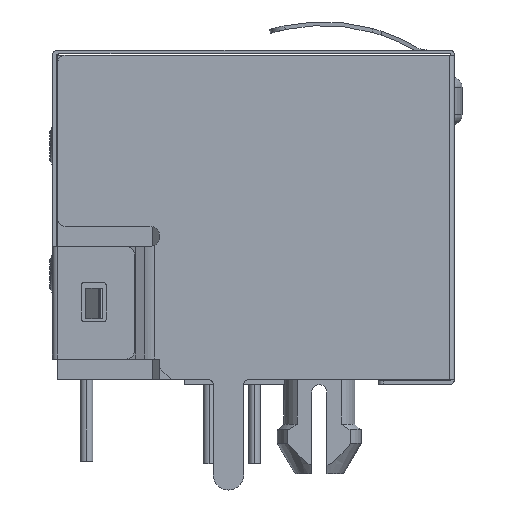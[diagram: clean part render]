
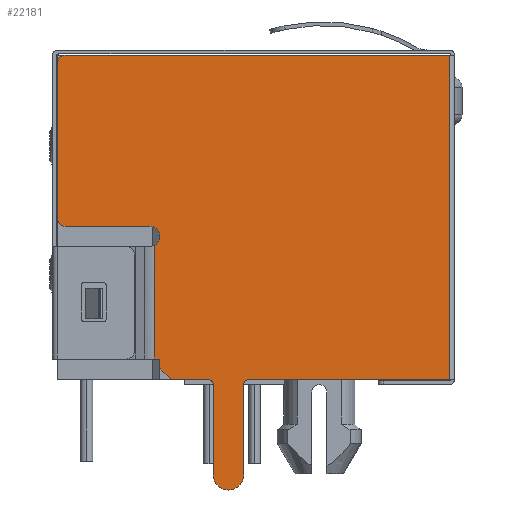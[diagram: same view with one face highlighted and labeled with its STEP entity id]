
A CAD part, left-side view. The second image highlights one B-rep face of the part: STEP entity #22181.
In plain terms, the highlighted planar face has unit normal (-1, 0, 0).
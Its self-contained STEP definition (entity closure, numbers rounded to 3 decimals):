
#15653=CARTESIAN_POINT('',(-8.13,0.985,-3.73));
#15654=DIRECTION('',(-1.,0.,0.));
#15655=DIRECTION('',(0.,1.,0.));
#15656=AXIS2_PLACEMENT_3D('',#15653,#15654,#15655);
#15658=DIRECTION('',(0.,-1.,0.));
#15659=VECTOR('',#15658,1.44);
#15660=CARTESIAN_POINT('',(-8.13,3.225,0.));
#15661=LINE('',#15660,#15659);
#15662=DIRECTION('',(0.,-0.707,-0.707));
#15663=VECTOR('',#15662,0.636);
#15664=CARTESIAN_POINT('',(-8.13,3.675,0.45));
#15665=LINE('',#15664,#15663);
#15666=DIRECTION('',(0.,0.,1.));
#15667=VECTOR('',#15666,0.35);
#15668=CARTESIAN_POINT('',(-8.13,3.675,0.45));
#15669=LINE('',#15668,#15667);
#15670=CARTESIAN_POINT('',(-8.13,7.375,6.3));
#15671=DIRECTION('',(-1.,0.,0.));
#15672=DIRECTION('',(0.,1.,0.));
#15673=AXIS2_PLACEMENT_3D('',#15670,#15671,#15672);
#15675=DIRECTION('',(0.,0.,-1.));
#15676=VECTOR('',#15675,6.1);
#15677=CARTESIAN_POINT('',(-8.13,7.675,12.4));
#15678=LINE('',#15677,#15676);
#15679=CARTESIAN_POINT('',(-8.13,7.375,12.4));
#15680=DIRECTION('',(-1.,0.,0.));
#15681=DIRECTION('',(0.,0.,1.));
#15682=AXIS2_PLACEMENT_3D('',#15679,#15680,#15681);
#15684=DIRECTION('',(0.,1.,0.));
#15685=VECTOR('',#15684,15.05);
#15686=CARTESIAN_POINT('',(-8.13,-7.675,12.7));
#15687=LINE('',#15686,#15685);
#15688=DIRECTION('',(0.,0.,-1.));
#15689=VECTOR('',#15688,12.7);
#15690=CARTESIAN_POINT('',(-8.13,-7.675,12.7));
#15691=LINE('',#15690,#15689);
#15692=DIRECTION('',(0.,-1.,0.));
#15693=VECTOR('',#15692,7.86);
#15694=CARTESIAN_POINT('',(-8.13,0.185,0.));
#15695=LINE('',#15694,#15693);
#15696=DIRECTION('',(0.,0.,-1.));
#15697=VECTOR('',#15696,3.53);
#15698=CARTESIAN_POINT('',(-8.13,0.385,-0.2));
#15699=LINE('',#15698,#15697);
#15748=DIRECTION('',(0.,0.,-1.));
#15749=VECTOR('',#15748,3.53);
#15750=CARTESIAN_POINT('',(-8.13,1.585,-0.2));
#15751=LINE('',#15750,#15749);
#15752=CARTESIAN_POINT('',(-8.13,1.785,-0.2));
#15753=DIRECTION('',(1.,0.,0.));
#15754=DIRECTION('',(0.,0.,1.));
#15755=AXIS2_PLACEMENT_3D('',#15752,#15753,#15754);
#15833=CARTESIAN_POINT('',(-8.13,0.185,-0.2));
#15834=DIRECTION('',(1.,0.,0.));
#15835=DIRECTION('',(0.,1.,0.));
#15836=AXIS2_PLACEMENT_3D('',#15833,#15834,#15835);
#15883=DIRECTION('',(0.,-1.,0.));
#15884=VECTOR('',#15883,3.3);
#15885=CARTESIAN_POINT('',(-8.13,7.375,6.));
#15886=LINE('',#15885,#15884);
#15887=CARTESIAN_POINT('',(-8.13,4.075,5.6));
#15888=DIRECTION('',(1.,0.,0.));
#15889=DIRECTION('',(0.,0.,1.));
#15890=AXIS2_PLACEMENT_3D('',#15887,#15888,#15889);
#15909=DIRECTION('',(0.,0.,-1.));
#15910=VECTOR('',#15909,4.454);
#15911=CARTESIAN_POINT('',(-8.13,3.874,5.254));
#15912=LINE('',#15911,#15910);
#15987=DIRECTION('',(0.,-1.,0.));
#15988=VECTOR('',#15987,0.199);
#15989=CARTESIAN_POINT('',(-8.13,3.874,0.8));
#15990=LINE('',#15989,#15988);
#19528=CARTESIAN_POINT('',(-8.13,-7.675,0.));
#19530=VERTEX_POINT('',#19528);
#19736=CARTESIAN_POINT('',(-8.13,0.185,0.));
#19738=VERTEX_POINT('',#19736);
#19740=CARTESIAN_POINT('',(-8.13,0.385,-0.2));
#19742=VERTEX_POINT('',#19740);
#19743=CARTESIAN_POINT('',(-8.13,1.785,0.));
#19745=VERTEX_POINT('',#19743);
#19747=CARTESIAN_POINT('',(-8.13,1.585,-0.2));
#19749=VERTEX_POINT('',#19747);
#19755=CARTESIAN_POINT('',(-8.13,1.585,-3.73));
#19756=VERTEX_POINT('',#19755);
#19757=CARTESIAN_POINT('',(-8.13,0.385,-3.73));
#19758=VERTEX_POINT('',#19757);
#19992=CARTESIAN_POINT('',(-8.13,3.874,0.8));
#19993=VERTEX_POINT('',#19992);
#19996=CARTESIAN_POINT('',(-8.13,3.675,0.8));
#19997=VERTEX_POINT('',#19996);
#20034=CARTESIAN_POINT('',(-8.13,-7.675,12.7));
#20035=VERTEX_POINT('',#20034);
#20042=CARTESIAN_POINT('',(-8.13,3.675,0.45));
#20043=CARTESIAN_POINT('',(-8.13,3.225,0.));
#20044=VERTEX_POINT('',#20042);
#20045=VERTEX_POINT('',#20043);
#20078=CARTESIAN_POINT('',(-8.13,7.675,6.3));
#20079=CARTESIAN_POINT('',(-8.13,7.375,6.));
#20080=VERTEX_POINT('',#20078);
#20081=VERTEX_POINT('',#20079);
#20086=CARTESIAN_POINT('',(-8.13,7.375,12.7));
#20087=CARTESIAN_POINT('',(-8.13,7.675,12.4));
#20088=VERTEX_POINT('',#20086);
#20089=VERTEX_POINT('',#20087);
#20098=CARTESIAN_POINT('',(-8.13,4.075,6.));
#20100=VERTEX_POINT('',#20098);
#20108=CARTESIAN_POINT('',(-8.13,3.874,5.254));
#20109=VERTEX_POINT('',#20108);
#22138=CARTESIAN_POINT('',(-8.13,7.875,0.));
#22139=DIRECTION('',(-1.,0.,0.));
#22140=DIRECTION('',(0.,0.,1.));
#22141=AXIS2_PLACEMENT_3D('',#22138,#22139,#22140);
#22142=PLANE('',#22141);
#22144=ORIENTED_EDGE('',*,*,#22143,.F.);
#22146=ORIENTED_EDGE('',*,*,#22145,.F.);
#22148=ORIENTED_EDGE('',*,*,#22147,.F.);
#22150=ORIENTED_EDGE('',*,*,#22149,.F.);
#22152=ORIENTED_EDGE('',*,*,#22151,.F.);
#22154=ORIENTED_EDGE('',*,*,#22153,.T.);
#22156=ORIENTED_EDGE('',*,*,#22155,.F.);
#22158=ORIENTED_EDGE('',*,*,#22157,.F.);
#22160=ORIENTED_EDGE('',*,*,#22159,.F.);
#22162=ORIENTED_EDGE('',*,*,#22161,.F.);
#22164=ORIENTED_EDGE('',*,*,#22163,.F.);
#22166=ORIENTED_EDGE('',*,*,#22165,.F.);
#22168=ORIENTED_EDGE('',*,*,#22167,.F.);
#22170=ORIENTED_EDGE('',*,*,#22169,.F.);
#22172=ORIENTED_EDGE('',*,*,#22171,.T.);
#22174=ORIENTED_EDGE('',*,*,#22173,.F.);
#22176=ORIENTED_EDGE('',*,*,#22175,.F.);
#22178=ORIENTED_EDGE('',*,*,#22177,.T.);
#22179=EDGE_LOOP('',(#22144,#22146,#22148,#22150,#22152,#22154,#22156,#22158,
#22160,#22162,#22164,#22166,#22168,#22170,#22172,#22174,#22176,#22178));
#22180=FACE_OUTER_BOUND('',#22179,.F.);
#15657=CIRCLE('',#15656,0.6);
#15674=CIRCLE('',#15673,0.3);
#15683=CIRCLE('',#15682,0.3);
#15756=CIRCLE('',#15755,0.2);
#15837=CIRCLE('',#15836,0.2);
#15891=CIRCLE('',#15890,0.4);
#22143=EDGE_CURVE('',#19756,#19758,#15657,.T.);
#22145=EDGE_CURVE('',#19749,#19756,#15751,.T.);
#22147=EDGE_CURVE('',#19745,#19749,#15756,.T.);
#22149=EDGE_CURVE('',#20045,#19745,#15661,.T.);
#22151=EDGE_CURVE('',#20044,#20045,#15665,.T.);
#22153=EDGE_CURVE('',#20044,#19997,#15669,.T.);
#22155=EDGE_CURVE('',#19993,#19997,#15990,.T.);
#22157=EDGE_CURVE('',#20109,#19993,#15912,.T.);
#22159=EDGE_CURVE('',#20100,#20109,#15891,.T.);
#22161=EDGE_CURVE('',#20081,#20100,#15886,.T.);
#22163=EDGE_CURVE('',#20080,#20081,#15674,.T.);
#22165=EDGE_CURVE('',#20089,#20080,#15678,.T.);
#22167=EDGE_CURVE('',#20088,#20089,#15683,.T.);
#22169=EDGE_CURVE('',#20035,#20088,#15687,.T.);
#22171=EDGE_CURVE('',#20035,#19530,#15691,.T.);
#22173=EDGE_CURVE('',#19738,#19530,#15695,.T.);
#22175=EDGE_CURVE('',#19742,#19738,#15837,.T.);
#22177=EDGE_CURVE('',#19742,#19758,#15699,.T.);
#22181=ADVANCED_FACE('',(#22180),#22142,.T.);
